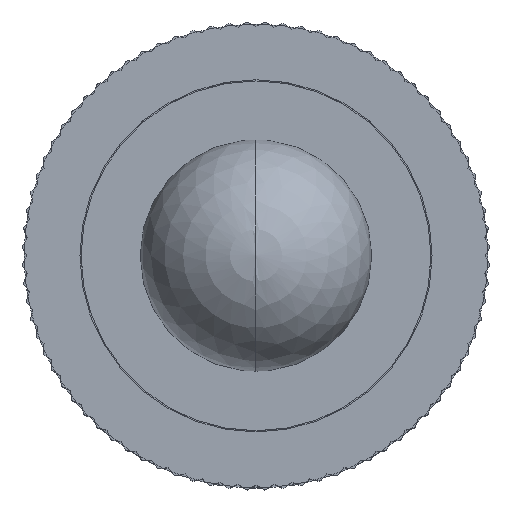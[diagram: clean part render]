
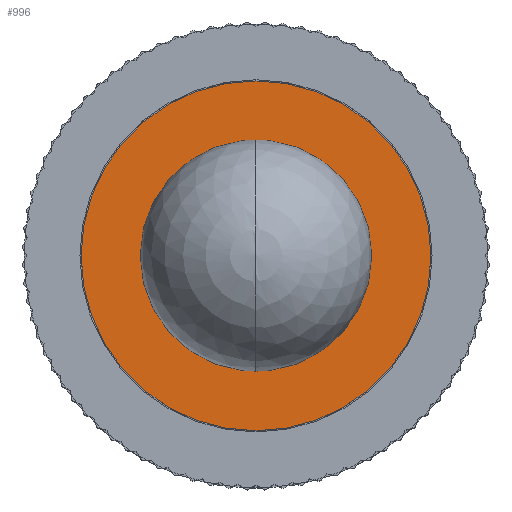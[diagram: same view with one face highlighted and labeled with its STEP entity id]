
A CAD part, top view. The second image highlights one B-rep face of the part: STEP entity #996.
In plain terms, the highlighted planar face has unit normal (0, 0, 1).
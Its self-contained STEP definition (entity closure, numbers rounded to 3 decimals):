
#996=ADVANCED_FACE('',(#2270,#2271),#2272,.F.);
#2270=FACE_BOUND('',#3822,.T.);
#2271=FACE_OUTER_BOUND('',#3823,.T.);
#2272=PLANE('',#3824);
#3822=EDGE_LOOP('',(#6905,#6906));
#3823=EDGE_LOOP('',(#6907,#6908));
#3824=AXIS2_PLACEMENT_3D('',#6909,#6910,#6911);
#6905=ORIENTED_EDGE('',*,*,#9508,.T.);
#6906=ORIENTED_EDGE('',*,*,#10641,.T.);
#6907=ORIENTED_EDGE('',*,*,#10642,.F.);
#6908=ORIENTED_EDGE('',*,*,#10643,.F.);
#6909=CARTESIAN_POINT('',(0.0,0.,0.));
#6910=DIRECTION('',(0.,0.,-1.0));
#6911=DIRECTION('',(0.0,1.0,0.));
#9508=EDGE_CURVE('',#11440,#11444,#11446,.T.);
#10641=EDGE_CURVE('',#11444,#11440,#13254,.T.);
#10642=EDGE_CURVE('',#13255,#13256,#13257,.T.);
#10643=EDGE_CURVE('',#13256,#13255,#13258,.T.);
#11440=VERTEX_POINT('',#14179);
#11444=VERTEX_POINT('',#14184);
#11446=CIRCLE('',#14187,1.75);
#13254=CIRCLE('',#16616,1.75);
#13255=VERTEX_POINT('',#16617);
#13256=VERTEX_POINT('',#16618);
#13257=CIRCLE('',#16619,3.775);
#13258=CIRCLE('',#16620,3.775);
#14179=CARTESIAN_POINT('',(0.0,1.75,0.));
#14184=CARTESIAN_POINT('',(0.,-1.75,0.));
#14187=AXIS2_PLACEMENT_3D('',#17665,#17666,#17667);
#16616=AXIS2_PLACEMENT_3D('',#19210,#19211,#19212);
#16617=CARTESIAN_POINT('',(0.0,3.775,0.));
#16618=CARTESIAN_POINT('',(0.,-3.775,0.));
#16619=AXIS2_PLACEMENT_3D('',#19213,#19214,#19215);
#16620=AXIS2_PLACEMENT_3D('',#19216,#19217,#19218);
#17665=CARTESIAN_POINT('',(0.,0.,0.));
#17666=DIRECTION('',(0.,0.,-1.0));
#17667=DIRECTION('',(0.0,1.0,0.));
#19210=CARTESIAN_POINT('',(0.,0.,0.));
#19211=DIRECTION('',(0.,0.,-1.0));
#19212=DIRECTION('',(0.0,1.0,0.));
#19213=CARTESIAN_POINT('',(0.0,0.,0.));
#19214=DIRECTION('',(0.,0.,-1.0));
#19215=DIRECTION('',(0.,1.0,0.));
#19216=CARTESIAN_POINT('',(0.0,0.,0.));
#19217=DIRECTION('',(0.,0.,-1.0));
#19218=DIRECTION('',(0.,1.0,0.));
